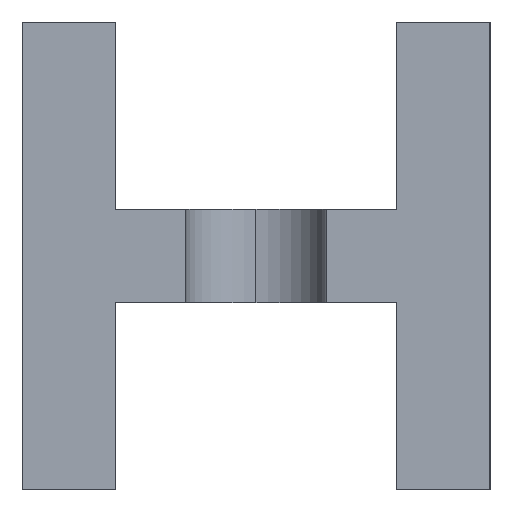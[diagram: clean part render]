
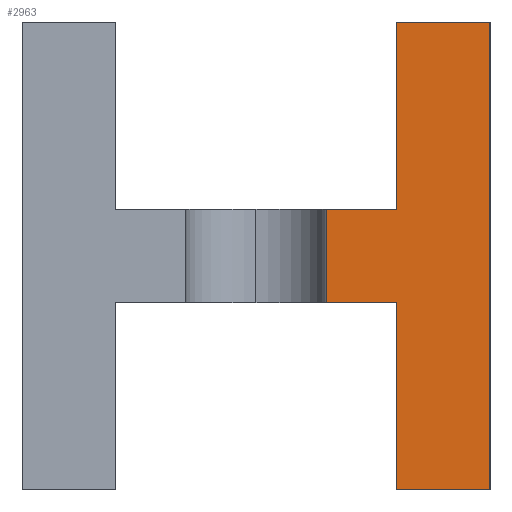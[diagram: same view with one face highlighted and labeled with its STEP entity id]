
A CAD part, left-side view. The second image highlights one B-rep face of the part: STEP entity #2963.
In plain terms, the highlighted planar face has unit normal (-1, 0, 0).
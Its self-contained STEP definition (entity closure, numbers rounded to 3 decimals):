
#926 = VECTOR ( 'NONE', #3910, 1000. ) ;
#1082 = EDGE_CURVE ( 'NONE', #4201, #4329, #4472, .T. ) ;
#1322 = VECTOR ( 'NONE', #11529, 1000. ) ;
#2269 = ORIENTED_EDGE ( 'NONE', *, *, #10186, .F. ) ;
#2391 = CARTESIAN_POINT ( 'NONE',  ( 0., 3.5, 6. ) ) ;
#2518 = DIRECTION ( 'NONE',  ( 0., 0., 1. ) ) ;
#2585 = LINE ( 'NONE', #15083, #14993 ) ;
#2641 = ORIENTED_EDGE ( 'NONE', *, *, #8245, .F. ) ;
#2955 = VERTEX_POINT ( 'NONE', #7730 ) ;
#2963 = ADVANCED_FACE ( 'NONE', ( #10859 ), #7639, .T. ) ;
#3468 = EDGE_CURVE ( 'NONE', #4329, #2955, #13314, .T. ) ;
#3661 = VERTEX_POINT ( 'NONE', #2391 ) ;
#3910 = DIRECTION ( 'NONE',  ( 0., 1., 0. ) ) ;
#4049 = CARTESIAN_POINT ( 'NONE',  ( 0., 8., 4. ) ) ;
#4201 = VERTEX_POINT ( 'NONE', #4504 ) ;
#4329 = VERTEX_POINT ( 'NONE', #15315 ) ;
#4472 = LINE ( 'NONE', #4636, #13731 ) ;
#4504 = CARTESIAN_POINT ( 'NONE',  ( 0., 2., 0. ) ) ;
#4636 = CARTESIAN_POINT ( 'NONE',  ( 0., 2., 4. ) ) ;
#4729 = VERTEX_POINT ( 'NONE', #9664 ) ;
#4732 = VERTEX_POINT ( 'NONE', #9912 ) ;
#5035 = ORIENTED_EDGE ( 'NONE', *, *, #5400, .F. ) ;
#5400 = EDGE_CURVE ( 'NONE', #8324, #4729, #12358, .T. ) ;
#5507 = LINE ( 'NONE', #7911, #8322 ) ;
#6220 = EDGE_CURVE ( 'NONE', #4729, #4732, #5507, .T. ) ;
#6873 = AXIS2_PLACEMENT_3D ( 'NONE', #7689, #7636, #7582 ) ;
#7357 = EDGE_LOOP ( 'NONE', ( #2641, #11824, #8590, #2269, #11447, #5035, #14292, #7826 ) ) ;
#7405 = VERTEX_POINT ( 'NONE', #11132 ) ;
#7582 = DIRECTION ( 'NONE',  ( 0., 0., 1. ) ) ;
#7636 = DIRECTION ( 'NONE',  ( -1., 0., 0. ) ) ;
#7639 = PLANE ( 'NONE',  #6873 ) ;
#7689 = CARTESIAN_POINT ( 'NONE',  ( 0., 0., 0. ) ) ;
#7730 = CARTESIAN_POINT ( 'NONE',  ( 0., 3.5, 4. ) ) ;
#7826 = ORIENTED_EDGE ( 'NONE', *, *, #13810, .F. ) ;
#7832 = DIRECTION ( 'NONE',  ( 0., 0., -1. ) ) ;
#7911 = CARTESIAN_POINT ( 'NONE',  ( 0., 0., 0. ) ) ;
#7991 = LINE ( 'NONE', #11443, #1322 ) ;
#8068 = CARTESIAN_POINT ( 'NONE',  ( 0., 2., 6. ) ) ;
#8245 = EDGE_CURVE ( 'NONE', #2955, #3661, #2585, .T. ) ;
#8322 = VECTOR ( 'NONE', #7832, 1000. ) ;
#8324 = VERTEX_POINT ( 'NONE', #14113 ) ;
#8590 = ORIENTED_EDGE ( 'NONE', *, *, #1082, .F. ) ;
#9664 = CARTESIAN_POINT ( 'NONE',  ( 0., 0., 10. ) ) ;
#9912 = CARTESIAN_POINT ( 'NONE',  ( 0., 0., 0. ) ) ;
#9933 = LINE ( 'NONE', #8068, #13160 ) ;
#10186 = EDGE_CURVE ( 'NONE', #4732, #4201, #13792, .T. ) ;
#10859 = FACE_OUTER_BOUND ( 'NONE', #7357, .T. ) ;
#11061 = CARTESIAN_POINT ( 'NONE',  ( 0., 2., 0. ) ) ;
#11132 = CARTESIAN_POINT ( 'NONE',  ( 0., 2., 6. ) ) ;
#11245 = DIRECTION ( 'NONE',  ( 0., 1., 0. ) ) ;
#11443 = CARTESIAN_POINT ( 'NONE',  ( 0., 2., 10. ) ) ;
#11447 = ORIENTED_EDGE ( 'NONE', *, *, #6220, .F. ) ;
#11529 = DIRECTION ( 'NONE',  ( 0., 0., 1. ) ) ;
#11824 = ORIENTED_EDGE ( 'NONE', *, *, #3468, .F. ) ;
#12358 = LINE ( 'NONE', #12518, #15210 ) ;
#12518 = CARTESIAN_POINT ( 'NONE',  ( 0., 0., 10. ) ) ;
#13024 = DIRECTION ( 'NONE',  ( 0., -1., 0. ) ) ;
#13160 = VECTOR ( 'NONE', #14233, 1000. ) ;
#13314 = LINE ( 'NONE', #4049, #926 ) ;
#13417 = VECTOR ( 'NONE', #11245, 1000. ) ;
#13731 = VECTOR ( 'NONE', #2518, 1000. ) ;
#13792 = LINE ( 'NONE', #11061, #13417 ) ;
#13810 = EDGE_CURVE ( 'NONE', #3661, #7405, #9933, .T. ) ;
#14113 = CARTESIAN_POINT ( 'NONE',  ( 0., 2., 10. ) ) ;
#14233 = DIRECTION ( 'NONE',  ( 0., -1., 0. ) ) ;
#14292 = ORIENTED_EDGE ( 'NONE', *, *, #15442, .F. ) ;
#14993 = VECTOR ( 'NONE', #15048, 1000. ) ;
#15048 = DIRECTION ( 'NONE',  ( 0., 0., 1. ) ) ;
#15083 = CARTESIAN_POINT ( 'NONE',  ( 0., 3.5, 4. ) ) ;
#15210 = VECTOR ( 'NONE', #13024, 1000. ) ;
#15315 = CARTESIAN_POINT ( 'NONE',  ( 0., 2., 4. ) ) ;
#15442 = EDGE_CURVE ( 'NONE', #7405, #8324, #7991, .T. ) ;
